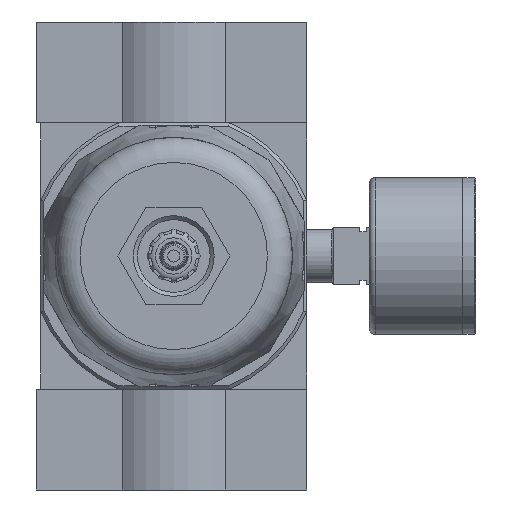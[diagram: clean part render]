
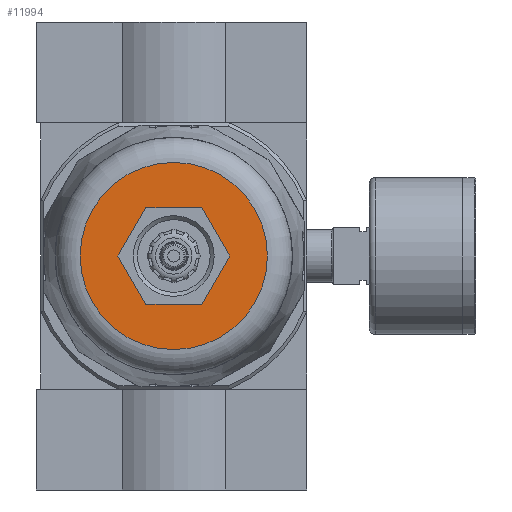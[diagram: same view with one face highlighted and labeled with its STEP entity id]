
A CAD part, front view. The second image highlights one B-rep face of the part: STEP entity #11994.
In plain terms, the highlighted planar face has unit normal (0, -1, 0).
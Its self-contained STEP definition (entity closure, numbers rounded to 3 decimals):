
#909=CIRCLE('',#12874,23.2);
#2333=ORIENTED_EDGE('',*,*,#4541,.T.);
#2334=ORIENTED_EDGE('',*,*,#4542,.T.);
#2335=ORIENTED_EDGE('',*,*,#4543,.T.);
#2336=ORIENTED_EDGE('',*,*,#4544,.T.);
#2337=ORIENTED_EDGE('',*,*,#4545,.T.);
#2338=ORIENTED_EDGE('',*,*,#4546,.T.);
#2339=ORIENTED_EDGE('',*,*,#4547,.T.);
#4541=EDGE_CURVE('',#5751,#5751,#909,.T.);
#4542=EDGE_CURVE('',#5752,#5753,#6490,.T.);
#4543=EDGE_CURVE('',#5753,#5754,#6491,.T.);
#4544=EDGE_CURVE('',#5754,#5755,#6492,.T.);
#4545=EDGE_CURVE('',#5755,#5756,#6493,.T.);
#4546=EDGE_CURVE('',#5756,#5757,#6494,.T.);
#4547=EDGE_CURVE('',#5757,#5752,#6495,.T.);
#5751=VERTEX_POINT('',#18259);
#5752=VERTEX_POINT('',#18261);
#5753=VERTEX_POINT('',#18262);
#5754=VERTEX_POINT('',#18264);
#5755=VERTEX_POINT('',#18266);
#5756=VERTEX_POINT('',#18268);
#5757=VERTEX_POINT('',#18270);
#6490=LINE('',#18260,#7078);
#6491=LINE('',#18263,#7079);
#6492=LINE('',#18265,#7080);
#6493=LINE('',#18267,#7081);
#6494=LINE('',#18269,#7082);
#6495=LINE('',#18271,#7083);
#7078=VECTOR('',#14678,1000.);
#7079=VECTOR('',#14679,1000.);
#7080=VECTOR('',#14680,1000.);
#7081=VECTOR('',#14681,1000.);
#7082=VECTOR('',#14682,1000.);
#7083=VECTOR('',#14683,1000.);
#7779=EDGE_LOOP('',(#2333));
#7780=EDGE_LOOP('',(#2334,#2335,#2336,#2337,#2338,#2339));
#8577=FACE_BOUND('',#7779,.T.);
#8578=FACE_BOUND('',#7780,.T.);
#9199=PLANE('',#12873);
#11994=ADVANCED_FACE('',(#8577,#8578),#9199,.F.);
#12873=AXIS2_PLACEMENT_3D('',#18257,#14674,#14675);
#12874=AXIS2_PLACEMENT_3D('',#18258,#14676,#14677);
#14674=DIRECTION('',(0.,1.,0.));
#14675=DIRECTION('',(0.,0.,1.));
#14676=DIRECTION('',(0.,-1.,0.));
#14677=DIRECTION('',(0.,0.,-1.));
#14678=DIRECTION('',(0.,0.,1.));
#14679=DIRECTION('',(0.866,0.,0.5));
#14680=DIRECTION('',(0.866,0.,-0.5));
#14681=DIRECTION('',(0.,0.,-1.));
#14682=DIRECTION('',(-0.866,0.,-0.5));
#14683=DIRECTION('',(-0.866,0.,0.5));
#18257=CARTESIAN_POINT('',(23.2,-164.,0.));
#18258=CARTESIAN_POINT('',(0.,-164.,0.));
#18259=CARTESIAN_POINT('',(0.,-164.,-23.2));
#18260=CARTESIAN_POINT('',(-12.,-164.,-6.928));
#18261=CARTESIAN_POINT('',(-12.,-164.,-6.928));
#18262=CARTESIAN_POINT('',(-12.,-164.,6.928));
#18263=CARTESIAN_POINT('',(-12.,-164.,6.928));
#18264=CARTESIAN_POINT('',(0.,-164.,13.856));
#18265=CARTESIAN_POINT('',(0.,-164.,13.856));
#18266=CARTESIAN_POINT('',(12.,-164.,6.928));
#18267=CARTESIAN_POINT('',(12.,-164.,6.928));
#18268=CARTESIAN_POINT('',(12.,-164.,-6.928));
#18269=CARTESIAN_POINT('',(12.,-164.,-6.928));
#18270=CARTESIAN_POINT('',(0.,-164.,-13.856));
#18271=CARTESIAN_POINT('',(0.,-164.,-13.856));
